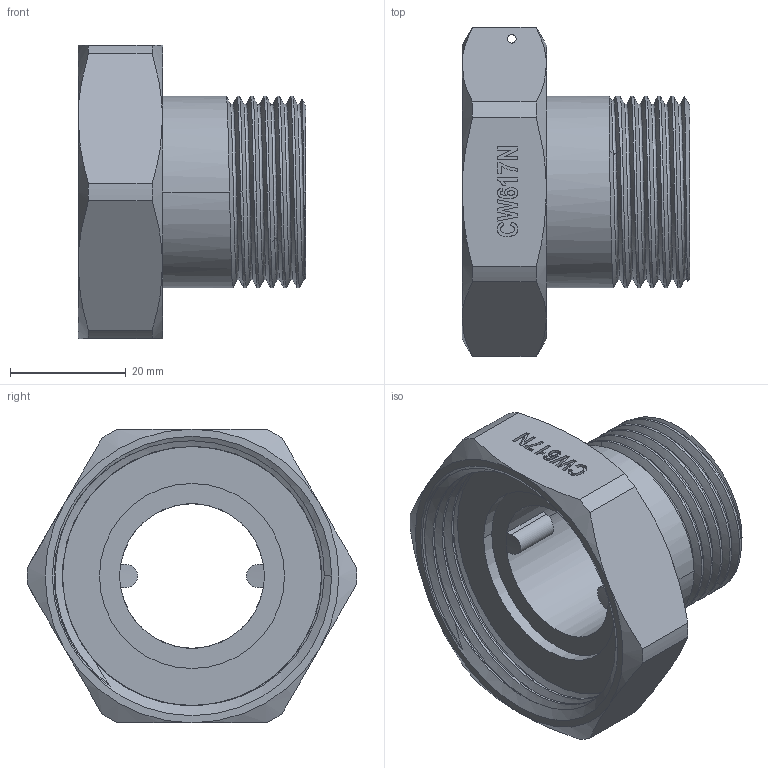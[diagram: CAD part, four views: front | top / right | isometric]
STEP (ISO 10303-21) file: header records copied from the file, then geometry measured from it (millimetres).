
FILE_DESCRIPTION((''),'2;1');
FILE_NAME('F16133206_ASM','2023-12-07T10:37:01',('admin'),(''),'CREO PARAMETRIC BY PTC INC, 2018400','CREO PARAMETRIC BY PTC INC, 2018400','');
FILE_SCHEMA(('CONFIG_CONTROL_DESIGN','SHAPE_APPEARANCE_LAYERS_GROUPS'));
Length unit declared in the file: millimetre
Products named in the file (4): FJ1641133206W; FJ1615133206W; VT13013308; F16133206_ASM
Assembly tree (3 placements, depth 2):
  F16133206_ASM
    FJ1641133206W
    FJ1615133206W
    VT13013308
Bounding box: 39.4 x 56.99 x 50.8 mm (x, y, z)
Volume: 23829 mm3; surface area: 18533.9 mm2
Topology: 3 solids, 3 shells, 185 faces, 486 edges, 316 vertices
Faces by surface type: plane 61, extrusion 47, cylinder 39, cone 20, bspline 18
Entity records: 11979 total; most frequent: CARTESIAN_POINT 6217, ORIENTED_EDGE 972, DIRECTION 639, PRESENTATION_STYLE_ASSIGNMENT 489, STYLED_ITEM 489, CURVE_STYLE 486, EDGE_CURVE 486, VERTEX_POINT 316
